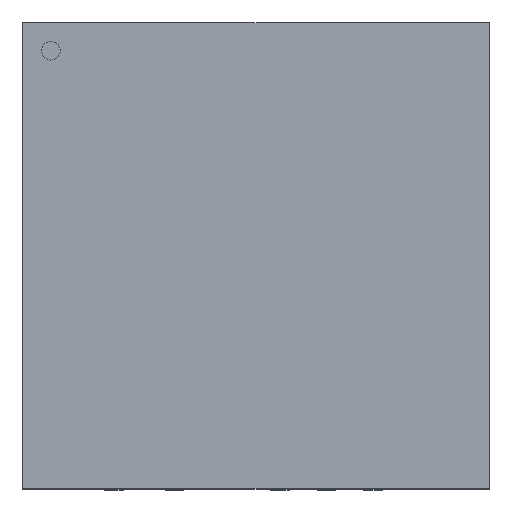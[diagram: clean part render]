
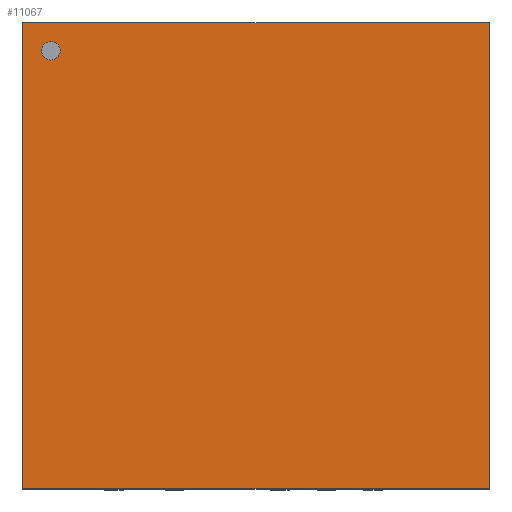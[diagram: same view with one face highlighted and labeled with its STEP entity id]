
A CAD part, top view. The second image highlights one B-rep face of the part: STEP entity #11067.
In plain terms, the highlighted planar face has unit normal (0, 0, 1).
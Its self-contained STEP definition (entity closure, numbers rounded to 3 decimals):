
#10955 = VERTEX_POINT('',#10956);
#10956 = CARTESIAN_POINT('',(-2.5,2.5,0.85));
#10962 = EDGE_CURVE('',#10955,#10963,#10965,.T.);
#10963 = VERTEX_POINT('',#10964);
#10964 = CARTESIAN_POINT('',(2.5,2.5,0.85));
#10965 = LINE('',#10966,#10967);
#10966 = CARTESIAN_POINT('',(-2.5,2.5,0.85));
#10967 = VECTOR('',#10968,1.);
#10968 = DIRECTION('',(1.,0.,0.));
#10995 = VERTEX_POINT('',#10996);
#10996 = CARTESIAN_POINT('',(-2.5,-2.5,0.85));
#11002 = EDGE_CURVE('',#10995,#10955,#11003,.T.);
#11003 = LINE('',#11004,#11005);
#11004 = CARTESIAN_POINT('',(-2.5,-2.5,0.85));
#11005 = VECTOR('',#11006,1.);
#11006 = DIRECTION('',(0.,1.,0.));
#11024 = EDGE_CURVE('',#10963,#11025,#11027,.T.);
#11025 = VERTEX_POINT('',#11026);
#11026 = CARTESIAN_POINT('',(2.5,-2.5,0.85));
#11027 = LINE('',#11028,#11029);
#11028 = CARTESIAN_POINT('',(2.5,2.5,0.85));
#11029 = VECTOR('',#11030,1.);
#11030 = DIRECTION('',(0.,-1.,0.));
#11067 = ADVANCED_FACE('',(#11068,#11079),#11090,.F.);
#11068 = FACE_BOUND('',#11069,.F.);
#11069 = EDGE_LOOP('',(#11070,#11071,#11072,#11078));
#11070 = ORIENTED_EDGE('',*,*,#10962,.T.);
#11071 = ORIENTED_EDGE('',*,*,#11024,.T.);
#11072 = ORIENTED_EDGE('',*,*,#11073,.T.);
#11073 = EDGE_CURVE('',#11025,#10995,#11074,.T.);
#11074 = LINE('',#11075,#11076);
#11075 = CARTESIAN_POINT('',(2.5,-2.5,0.85));
#11076 = VECTOR('',#11077,1.);
#11077 = DIRECTION('',(-1.,0.,0.));
#11078 = ORIENTED_EDGE('',*,*,#11002,.T.);
#11079 = FACE_BOUND('',#11080,.F.);
#11080 = EDGE_LOOP('',(#11081));
#11081 = ORIENTED_EDGE('',*,*,#11082,.T.);
#11082 = EDGE_CURVE('',#11083,#11083,#11085,.T.);
#11083 = VERTEX_POINT('',#11084);
#11084 = CARTESIAN_POINT('',(-2.1,2.2,0.85));
#11085 = CIRCLE('',#11086,0.1);
#11086 = AXIS2_PLACEMENT_3D('',#11087,#11088,#11089);
#11087 = CARTESIAN_POINT('',(-2.2,2.2,0.85));
#11088 = DIRECTION('',(0.,0.,1.));
#11089 = DIRECTION('',(1.,0.,0.));
#11090 = PLANE('',#11091);
#11091 = AXIS2_PLACEMENT_3D('',#11092,#11093,#11094);
#11092 = CARTESIAN_POINT('',(0.,0.,0.85));
#11093 = DIRECTION('',(-0.,-0.,-1.));
#11094 = DIRECTION('',(-1.,0.,0.));
